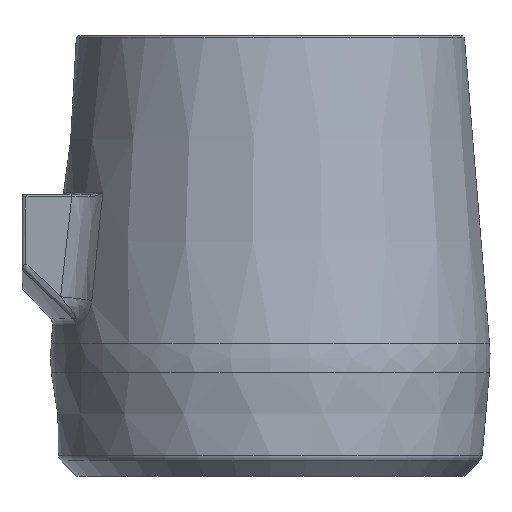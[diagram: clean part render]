
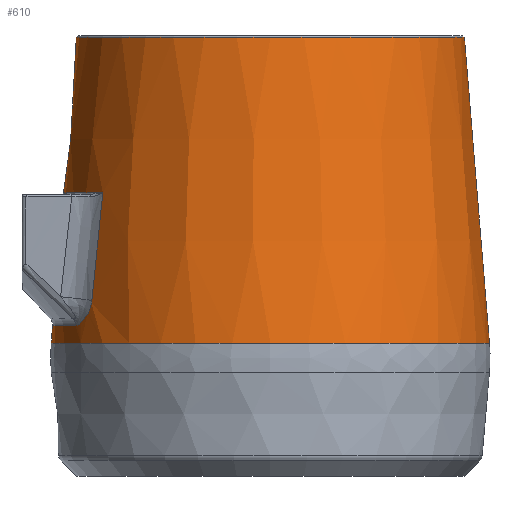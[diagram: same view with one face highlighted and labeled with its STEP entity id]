
A CAD part, front view. The second image highlights one B-rep face of the part: STEP entity #610.
In plain terms, the highlighted conical face has half-angle 4.69 degrees and reference radius 23.5 mm.
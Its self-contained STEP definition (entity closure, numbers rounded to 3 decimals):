
#46=B_SPLINE_CURVE_WITH_KNOTS('',3,(#949,#950,#951,#952,#953,#954,#955,
#956,#957,#958,#959,#960,#961,#962),.UNSPECIFIED.,.F.,.F.,(4,1,1,1,1,1,
1,1,1,1,1,4),(-1.,-0.857,-0.714,-0.643,
-0.571,-0.5,-0.429,-0.393,
-0.357,-0.286,-0.143,0.),
 .UNSPECIFIED.);
#47=B_SPLINE_CURVE_WITH_KNOTS('',3,(#966,#967,#968,#969,#970,#971,#972,
#973,#974,#975,#976,#977,#978),.UNSPECIFIED.,.F.,.F.,(4,1,1,1,1,1,1,1,1,
1,4),(-1.,-0.857,-0.714,-0.571,-0.536,
-0.429,-0.357,-0.286,-0.143,
-0.071,0.),.UNSPECIFIED.);
#48=B_SPLINE_CURVE_WITH_KNOTS('',3,(#980,#981,#982,#983),.UNSPECIFIED.,
 .F.,.F.,(4,4),(-2.389,-1.161),.UNSPECIFIED.);
#49=B_SPLINE_CURVE_WITH_KNOTS('',3,(#986,#987,#988,#989),.UNSPECIFIED.,
 .F.,.F.,(4,4),(-3.484,-2.256),.UNSPECIFIED.);
#71=FACE_BOUND('',#127,.T.);
#82=FACE_OUTER_BOUND('',#126,.T.);
#126=EDGE_LOOP('',(#414,#415,#416,#417,#418));
#127=EDGE_LOOP('',(#419,#420,#421,#422,#423,#424));
#171=LINE('',#946,#189);
#189=VECTOR('',#766,23.5);
#206=CIRCLE('',#666,22.016);
#208=CIRCLE('',#668,22.016);
#210=CIRCLE('',#672,24.861);
#211=CIRCLE('',#673,24.699);
#212=CIRCLE('',#674,23.462);
#254=VERTEX_POINT('',#933);
#255=VERTEX_POINT('',#934);
#258=VERTEX_POINT('',#944);
#259=VERTEX_POINT('',#947);
#260=VERTEX_POINT('',#948);
#261=VERTEX_POINT('',#963);
#262=VERTEX_POINT('',#965);
#263=VERTEX_POINT('',#979);
#264=VERTEX_POINT('',#984);
#312=EDGE_CURVE('',#254,#255,#206,.T.);
#315=EDGE_CURVE('',#255,#254,#208,.T.);
#317=EDGE_CURVE('',#258,#258,#210,.T.);
#318=EDGE_CURVE('',#258,#254,#171,.T.);
#319=EDGE_CURVE('',#259,#260,#46,.T.);
#320=EDGE_CURVE('',#261,#259,#211,.T.);
#321=EDGE_CURVE('',#262,#261,#47,.T.);
#322=EDGE_CURVE('',#263,#262,#48,.T.);
#323=EDGE_CURVE('',#264,#263,#212,.T.);
#324=EDGE_CURVE('',#260,#264,#49,.T.);
#414=ORIENTED_EDGE('',*,*,#317,.F.);
#415=ORIENTED_EDGE('',*,*,#318,.T.);
#416=ORIENTED_EDGE('',*,*,#315,.F.);
#417=ORIENTED_EDGE('',*,*,#312,.F.);
#418=ORIENTED_EDGE('',*,*,#318,.F.);
#419=ORIENTED_EDGE('',*,*,#319,.F.);
#420=ORIENTED_EDGE('',*,*,#320,.F.);
#421=ORIENTED_EDGE('',*,*,#321,.F.);
#422=ORIENTED_EDGE('',*,*,#322,.F.);
#423=ORIENTED_EDGE('',*,*,#323,.F.);
#424=ORIENTED_EDGE('',*,*,#324,.F.);
#598=CONICAL_SURFACE('',#671,23.5,0.082);
#610=ADVANCED_FACE('',(#82,#71),#598,.T.);
#666=AXIS2_PLACEMENT_3D('',#935,#751,#752);
#668=AXIS2_PLACEMENT_3D('',#939,#756,#757);
#671=AXIS2_PLACEMENT_3D('',#943,#762,#763);
#672=AXIS2_PLACEMENT_3D('',#945,#764,#765);
#673=AXIS2_PLACEMENT_3D('',#964,#767,#768);
#674=AXIS2_PLACEMENT_3D('',#985,#769,#770);
#751=DIRECTION('center_axis',(0.,0.,1.));
#752=DIRECTION('ref_axis',(1.,0.,0.));
#756=DIRECTION('center_axis',(0.,0.,1.));
#757=DIRECTION('ref_axis',(1.,0.,0.));
#762=DIRECTION('center_axis',(0.,0.,-1.));
#763=DIRECTION('ref_axis',(-1.,0.,0.));
#764=DIRECTION('center_axis',(0.,0.,-1.));
#765=DIRECTION('ref_axis',(1.,0.,0.));
#766=DIRECTION('',(-0.082,0.,0.997));
#767=DIRECTION('center_axis',(0.,0.,1.));
#768=DIRECTION('ref_axis',(-1.,0.,0.));
#769=DIRECTION('center_axis',(0.,0.,-1.));
#770=DIRECTION('ref_axis',(-1.,0.,0.));
#933=CARTESIAN_POINT('',(22.016,0.,49.801));
#934=CARTESIAN_POINT('',(-22.016,0.,49.801));
#935=CARTESIAN_POINT('Origin',(0.,0.,49.801));
#939=CARTESIAN_POINT('Origin',(0.,0.,49.801));
#943=CARTESIAN_POINT('Origin',(0.,0.,31.715));
#944=CARTESIAN_POINT('',(24.861,0.,15.12));
#945=CARTESIAN_POINT('Origin',(0.,0.,15.12));
#946=CARTESIAN_POINT('',(23.5,0.,31.715));
#947=CARTESIAN_POINT('',(-22.109,-11.011,17.095));
#948=CARTESIAN_POINT('',(-20.251,-13.723,19.974));
#949=CARTESIAN_POINT('Ctrl Pts',(-22.109,-11.011,17.095));
#950=CARTESIAN_POINT('Ctrl Pts',(-21.984,-11.263,17.095));
#951=CARTESIAN_POINT('Ctrl Pts',(-21.722,-11.751,17.176));
#952=CARTESIAN_POINT('Ctrl Pts',(-21.427,-12.217,17.525));
#953=CARTESIAN_POINT('Ctrl Pts',(-21.232,-12.51,17.779));
#954=CARTESIAN_POINT('Ctrl Pts',(-21.099,-12.708,17.941));
#955=CARTESIAN_POINT('Ctrl Pts',(-20.973,-12.892,18.085));
#956=CARTESIAN_POINT('Ctrl Pts',(-20.871,-13.037,18.207));
#957=CARTESIAN_POINT('Ctrl Pts',(-20.79,-13.149,18.317));
#958=CARTESIAN_POINT('Ctrl Pts',(-20.71,-13.257,18.436));
#959=CARTESIAN_POINT('Ctrl Pts',(-20.571,-13.435,18.68));
#960=CARTESIAN_POINT('Ctrl Pts',(-20.385,-13.645,19.155));
#961=CARTESIAN_POINT('Ctrl Pts',(-20.281,-13.722,19.683));
#962=CARTESIAN_POINT('Ctrl Pts',(-20.251,-13.723,19.974));
#963=CARTESIAN_POINT('',(-22.109,11.011,17.095));
#964=CARTESIAN_POINT('Origin',(0.,0.,17.095));
#965=CARTESIAN_POINT('',(-20.251,13.723,19.974));
#966=CARTESIAN_POINT('Ctrl Pts',(-20.251,13.723,19.974));
#967=CARTESIAN_POINT('Ctrl Pts',(-20.281,13.722,19.683));
#968=CARTESIAN_POINT('Ctrl Pts',(-20.385,13.646,19.156));
#969=CARTESIAN_POINT('Ctrl Pts',(-20.609,13.393,18.584));
#970=CARTESIAN_POINT('Ctrl Pts',(-20.79,13.151,18.31));
#971=CARTESIAN_POINT('Ctrl Pts',(-20.953,12.921,18.107));
#972=CARTESIAN_POINT('Ctrl Pts',(-21.077,12.741,17.967));
#973=CARTESIAN_POINT('Ctrl Pts',(-21.232,12.51,17.778));
#974=CARTESIAN_POINT('Ctrl Pts',(-21.427,12.216,17.524));
#975=CARTESIAN_POINT('Ctrl Pts',(-21.663,11.844,17.247));
#976=CARTESIAN_POINT('Ctrl Pts',(-21.919,11.384,17.112));
#977=CARTESIAN_POINT('Ctrl Pts',(-22.047,11.137,17.095));
#978=CARTESIAN_POINT('Ctrl Pts',(-22.109,11.011,17.095));
#979=CARTESIAN_POINT('',(-19.006,13.756,32.184));
#980=CARTESIAN_POINT('Ctrl Pts',(-19.006,13.756,32.184));
#981=CARTESIAN_POINT('Ctrl Pts',(-19.426,13.745,28.115));
#982=CARTESIAN_POINT('Ctrl Pts',(-19.841,13.734,24.045));
#983=CARTESIAN_POINT('Ctrl Pts',(-20.251,13.723,19.974));
#984=CARTESIAN_POINT('',(-19.006,-13.756,32.184));
#985=CARTESIAN_POINT('Origin',(0.,0.,32.184));
#986=CARTESIAN_POINT('Ctrl Pts',(-20.251,-13.723,19.974));
#987=CARTESIAN_POINT('Ctrl Pts',(-19.841,-13.734,24.045));
#988=CARTESIAN_POINT('Ctrl Pts',(-19.426,-13.745,28.115));
#989=CARTESIAN_POINT('Ctrl Pts',(-19.006,-13.756,32.184));
